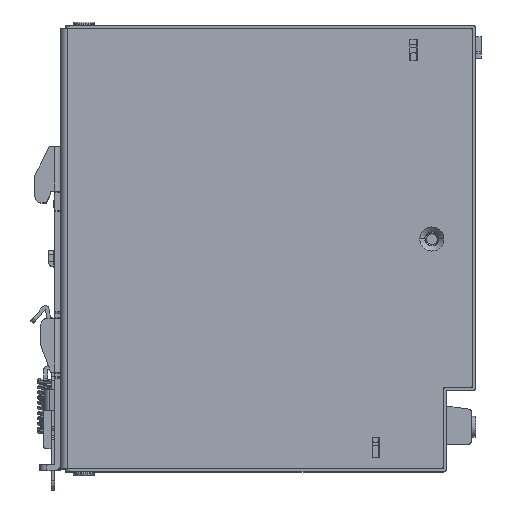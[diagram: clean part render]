
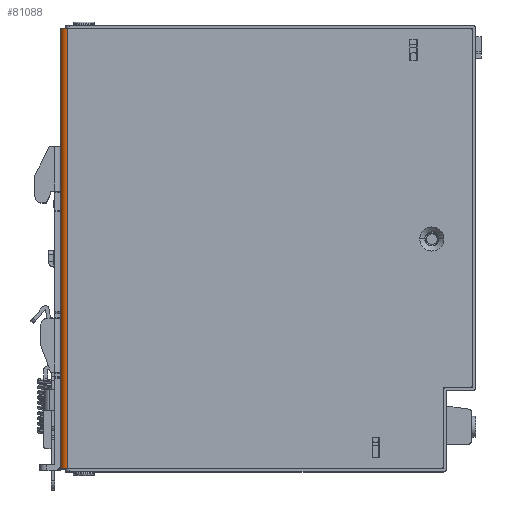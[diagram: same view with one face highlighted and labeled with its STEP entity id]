
A CAD part, top view. The second image highlights one B-rep face of the part: STEP entity #81088.
In plain terms, the highlighted cylindrical face has radius 2 mm (diameter 4 mm), a partial arc.
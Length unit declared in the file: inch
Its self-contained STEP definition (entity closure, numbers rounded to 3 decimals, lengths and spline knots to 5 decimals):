
#675 = ORIENTED_EDGE ( 'NONE', *, *, #118190, .F. ) ;
#10422 = AXIS2_PLACEMENT_3D ( 'NONE', #103235, #82064, #62234 ) ;
#10671 = CIRCLE ( 'NONE', #52707, 0.07874 ) ;
#17117 = VECTOR ( 'NONE', #106403, 39.37008 ) ;
#17818 = DIRECTION ( 'NONE',  ( 0., 0., 1. ) ) ;
#27463 = VERTEX_POINT ( 'NONE', #95163 ) ;
#30524 = DIRECTION ( 'NONE',  ( 0., -1., 0. ) ) ;
#34565 = DIRECTION ( 'NONE',  ( 0., 0., 1. ) ) ;
#35444 = EDGE_CURVE ( 'NONE', #126349, #27463, #121072, .T. ) ;
#46784 = CARTESIAN_POINT ( 'NONE',  ( 0.01969, 2.40945, 0.70866 ) ) ;
#52707 = AXIS2_PLACEMENT_3D ( 'NONE', #105960, #116493, #34565 ) ;
#60868 = CARTESIAN_POINT ( 'NONE',  ( -0.05906, 2.40945, 0.70866 ) ) ;
#60913 = CYLINDRICAL_SURFACE ( 'NONE', #10422, 0.07874 ) ;
#62234 = DIRECTION ( 'NONE',  ( 0., 0., 1. ) ) ;
#62667 = VERTEX_POINT ( 'NONE', #108843 ) ;
#66721 = CARTESIAN_POINT ( 'NONE',  ( 0.01969, -2.40945, 0.7874 ) ) ;
#71117 = ORIENTED_EDGE ( 'NONE', *, *, #108583, .T. ) ;
#72062 = VECTOR ( 'NONE', #30524, 39.37008 ) ;
#72992 = CIRCLE ( 'NONE', #94094, 0.07874 ) ;
#77227 = DIRECTION ( 'NONE',  ( 0., -1., 0. ) ) ;
#77658 = CARTESIAN_POINT ( 'NONE',  ( -0.05906, 2.40945, 0.70866 ) ) ;
#81088 = ADVANCED_FACE ( 'NONE', ( #92627 ), #60913, .T. ) ;
#82064 = DIRECTION ( 'NONE',  ( 0., -1., 0. ) ) ;
#87479 = EDGE_LOOP ( 'NONE', ( #71117, #109155, #91640, #675 ) ) ;
#91640 = ORIENTED_EDGE ( 'NONE', *, *, #94335, .F. ) ;
#92627 = FACE_OUTER_BOUND ( 'NONE', #87479, .T. ) ;
#94094 = AXIS2_PLACEMENT_3D ( 'NONE', #46784, #77227, #17818 ) ;
#94335 = EDGE_CURVE ( 'NONE', #110570, #27463, #10671, .T. ) ;
#95163 = CARTESIAN_POINT ( 'NONE',  ( -0.05906, -2.40945, 0.70866 ) ) ;
#103235 = CARTESIAN_POINT ( 'NONE',  ( 0.01969, 2.40945, 0.70866 ) ) ;
#105960 = CARTESIAN_POINT ( 'NONE',  ( 0.01969, -2.40945, 0.70866 ) ) ;
#106403 = DIRECTION ( 'NONE',  ( 0., -1., 0. ) ) ;
#108583 = EDGE_CURVE ( 'NONE', #62667, #126349, #72992, .T. ) ;
#108843 = CARTESIAN_POINT ( 'NONE',  ( 0.01969, 2.40945, 0.7874 ) ) ;
#109021 = CARTESIAN_POINT ( 'NONE',  ( 0.01969, 2.40945, 0.7874 ) ) ;
#109155 = ORIENTED_EDGE ( 'NONE', *, *, #35444, .T. ) ;
#110570 = VERTEX_POINT ( 'NONE', #66721 ) ;
#116277 = LINE ( 'NONE', #109021, #17117 ) ;
#116493 = DIRECTION ( 'NONE',  ( 0., -1., 0. ) ) ;
#118190 = EDGE_CURVE ( 'NONE', #62667, #110570, #116277, .T. ) ;
#121072 = LINE ( 'NONE', #60868, #72062 ) ;
#126349 = VERTEX_POINT ( 'NONE', #77658 ) ;
